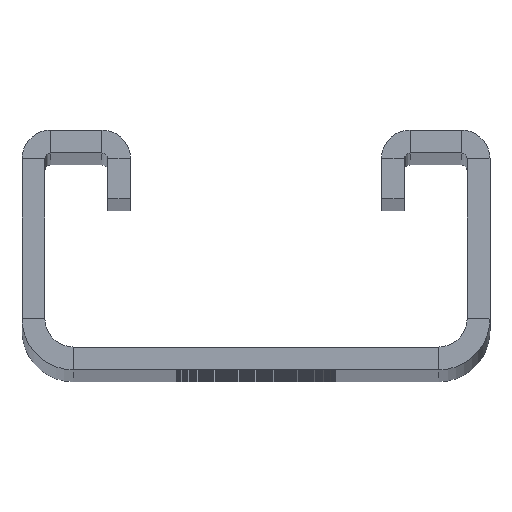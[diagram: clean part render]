
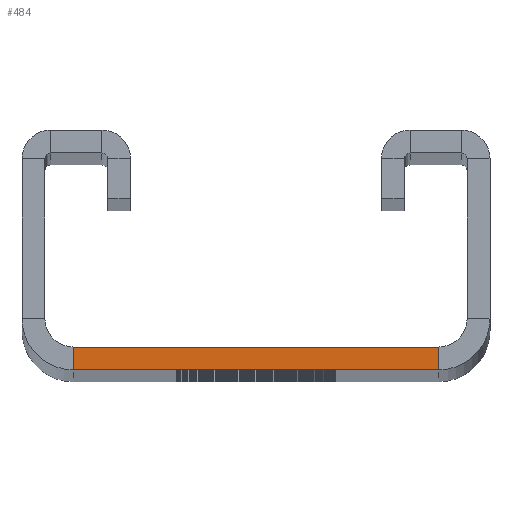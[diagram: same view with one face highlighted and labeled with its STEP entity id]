
A CAD part, top view. The second image highlights one B-rep face of the part: STEP entity #484.
In plain terms, the highlighted planar face has unit normal (0, 0, 1).
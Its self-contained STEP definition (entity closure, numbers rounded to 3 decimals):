
#477 = CARTESIAN_POINT ( 'NONE',  ( -16., 2., 600. ) ) ;
#484 = ADVANCED_FACE ( 'NONE', ( #1526 ), #1811, .T. ) ;
#582 = CARTESIAN_POINT ( 'NONE',  ( 16., 0., 600. ) ) ;
#632 = LINE ( 'NONE', #1859, #2378 ) ;
#675 = CARTESIAN_POINT ( 'NONE',  ( 16., 0., 600. ) ) ;
#1068 = AXIS2_PLACEMENT_3D ( 'NONE', #1833, #2053, #2102 ) ;
#1283 = CARTESIAN_POINT ( 'NONE',  ( -16., 2., 600. ) ) ;
#1526 = FACE_OUTER_BOUND ( 'NONE', #2363, .T. ) ;
#1667 = VERTEX_POINT ( 'NONE', #582 ) ;
#1676 = EDGE_CURVE ( 'NONE', #1667, #2162, #1869, .T. ) ;
#1694 = EDGE_CURVE ( 'NONE', #3427, #2162, #2107, .T. ) ;
#1734 = CARTESIAN_POINT ( 'NONE',  ( -16., 0., 600. ) ) ;
#1811 = PLANE ( 'NONE',  #1068 ) ;
#1833 = CARTESIAN_POINT ( 'NONE',  ( 18.5, 4.5, 600. ) ) ;
#1859 = CARTESIAN_POINT ( 'NONE',  ( 16., 0., 600. ) ) ;
#1861 = DIRECTION ( 'NONE',  ( 0., -1., 0. ) ) ;
#1869 = LINE ( 'NONE', #675, #1959 ) ;
#1887 = VERTEX_POINT ( 'NONE', #1734 ) ;
#1959 = VECTOR ( 'NONE', #2469, 1000. ) ;
#1968 = DIRECTION ( 'NONE',  ( 1., 0., 0. ) ) ;
#2053 = DIRECTION ( 'NONE',  ( 0., 0., 1. ) ) ;
#2102 = DIRECTION ( 'NONE',  ( 1., 0., 0. ) ) ;
#2107 = LINE ( 'NONE', #2497, #2348 ) ;
#2162 = VERTEX_POINT ( 'NONE', #3178 ) ;
#2275 = DIRECTION ( 'NONE',  ( 1., 0., 0. ) ) ;
#2348 = VECTOR ( 'NONE', #2275, 1000. ) ;
#2363 = EDGE_LOOP ( 'NONE', ( #2529, #2619, #2662, #2746 ) ) ;
#2378 = VECTOR ( 'NONE', #1968, 1000. ) ;
#2444 = EDGE_CURVE ( 'NONE', #1887, #1667, #632, .T. ) ;
#2469 = DIRECTION ( 'NONE',  ( 0., 1., 0. ) ) ;
#2497 = CARTESIAN_POINT ( 'NONE',  ( 16., 2., 600. ) ) ;
#2529 = ORIENTED_EDGE ( 'NONE', *, *, #2444, .T. ) ;
#2619 = ORIENTED_EDGE ( 'NONE', *, *, #1676, .T. ) ;
#2662 = ORIENTED_EDGE ( 'NONE', *, *, #1694, .F. ) ;
#2746 = ORIENTED_EDGE ( 'NONE', *, *, #3131, .T. ) ;
#3010 = LINE ( 'NONE', #1283, #3321 ) ;
#3131 = EDGE_CURVE ( 'NONE', #3427, #1887, #3010, .T. ) ;
#3178 = CARTESIAN_POINT ( 'NONE',  ( 16., 2., 600. ) ) ;
#3321 = VECTOR ( 'NONE', #1861, 1000. ) ;
#3427 = VERTEX_POINT ( 'NONE', #477 ) ;
